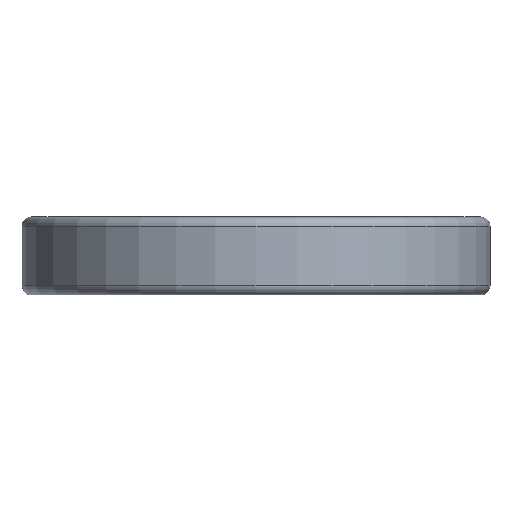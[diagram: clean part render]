
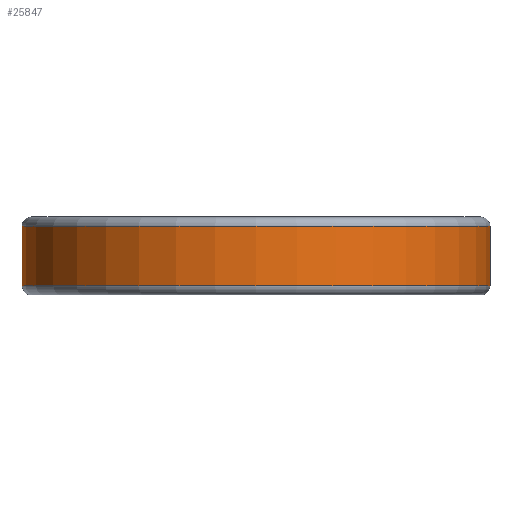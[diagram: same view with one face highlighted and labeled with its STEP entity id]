
A CAD part, front view. The second image highlights one B-rep face of the part: STEP entity #25847.
In plain terms, the highlighted cylindrical face has radius 19.05 mm (diameter 38.1 mm), a full revolution.
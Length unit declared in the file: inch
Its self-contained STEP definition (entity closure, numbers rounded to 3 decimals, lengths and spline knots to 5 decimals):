
#76=FACE_BOUND('',#2680,.T.);
#93=CYLINDRICAL_SURFACE('',#27155,0.75);
#1360=FACE_OUTER_BOUND('',#2679,.T.);
#2679=EDGE_LOOP('',(#23247));
#2680=EDGE_LOOP('',(#23248));
#9913=CIRCLE('',#27153,0.75);
#9915=CIRCLE('',#27156,0.75);
#12347=VERTEX_POINT('',#50018);
#12349=VERTEX_POINT('',#50023);
#15989=EDGE_CURVE('',#12347,#12347,#9913,.T.);
#15991=EDGE_CURVE('',#12349,#12349,#9915,.T.);
#23247=ORIENTED_EDGE('',*,*,#15991,.F.);
#23248=ORIENTED_EDGE('',*,*,#15989,.F.);
#25847=ADVANCED_FACE('',(#1360,#76),#93,.T.);
#27153=AXIS2_PLACEMENT_3D('',#50019,#33348,#33349);
#27155=AXIS2_PLACEMENT_3D('',#50022,#33352,#33353);
#27156=AXIS2_PLACEMENT_3D('',#50024,#33354,#33355);
#33348=DIRECTION('center_axis',(0.,0.,-1.));
#33349=DIRECTION('ref_axis',(-1.,0.,0.));
#33352=DIRECTION('center_axis',(0.,0.,1.));
#33353=DIRECTION('ref_axis',(-1.,0.,0.));
#33354=DIRECTION('center_axis',(0.,0.,1.));
#33355=DIRECTION('ref_axis',(-1.,0.,0.));
#50018=CARTESIAN_POINT('',(0.75,0.,0.03));
#50019=CARTESIAN_POINT('Origin',(0.,0.,0.03));
#50022=CARTESIAN_POINT('Origin',(0.,0.,0.));
#50023=CARTESIAN_POINT('',(0.75,0.,0.22));
#50024=CARTESIAN_POINT('Origin',(0.,0.,0.22));
